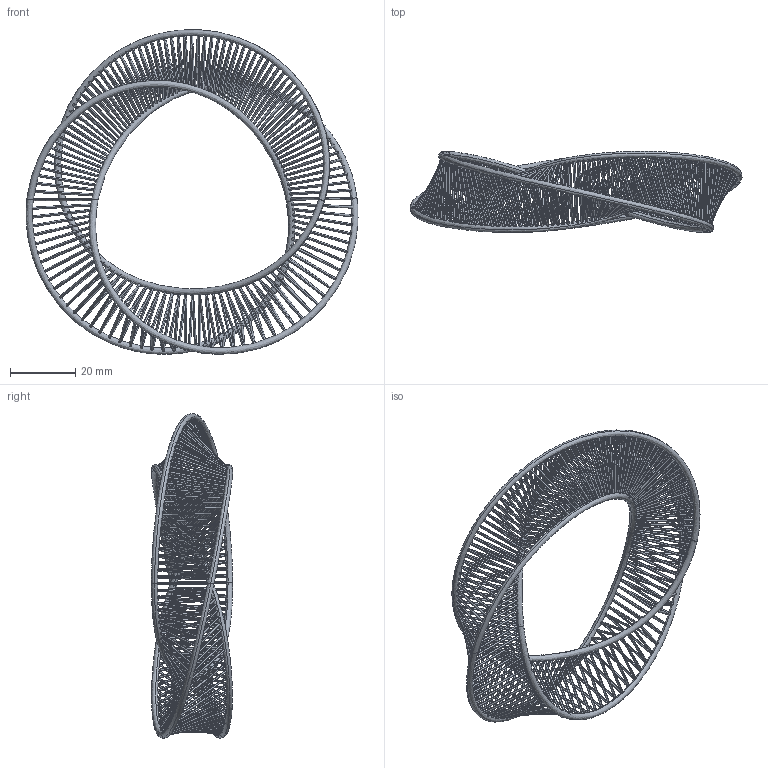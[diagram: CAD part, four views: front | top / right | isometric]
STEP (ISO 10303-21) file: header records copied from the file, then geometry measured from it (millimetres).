
FILE_DESCRIPTION(('FreeCAD Model'),'2;1');
FILE_NAME('Open CASCADE Shape Model','2025-04-27T18:56:06',('FreeCAD'),( 'FreeCAD'),'Open CASCADE STEP processor 7.6','FreeCAD','Unknown');
FILE_SCHEMA(('AUTOMOTIVE_DESIGN { 1 0 10303 214 1 1 1 1 }'));
Products named in the file (1): Open CASCADE STEP translator 7.6 1
Bounding box: 101.99 x 24.97 x 99.71 mm (x, y, z)
Volume: 4578.1 mm3; surface area: 18075.7 mm2
Topology: 2 solids, 2 shells, 1453 faces, 5395 edges, 3464 vertices
Faces by surface type: bspline 1453
Entity records: 64555 total; most frequent: CARTESIAN_POINT 35420, ORIENTED_EDGE 10790, EDGE_CURVE 5395, B_SPLINE_CURVE_WITH_KNOTS 4636, VERTEX_POINT 3464, FACE_BOUND 1689, EDGE_LOOP 1689, ADVANCED_FACE 1453
